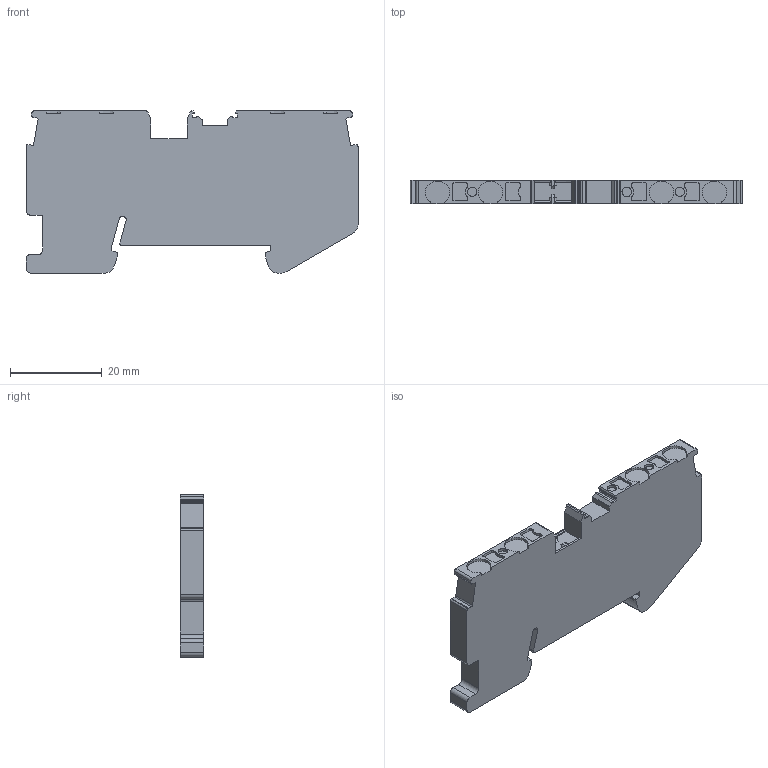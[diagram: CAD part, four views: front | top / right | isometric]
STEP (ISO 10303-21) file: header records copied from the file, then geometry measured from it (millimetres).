
FILE_DESCRIPTION( ( 'Unknown' ), '1' );
FILE_NAME( 'DPT2.5-4-DIO-L-R 簡易3D-20230208.stp', 'Unknown', ( 'Unknown' ), ( 'Unknown' ), 'XStep 1.0', 'Unknown', ' ' );
FILE_SCHEMA( ( 'automotive_design' ) );
Length unit declared in the file: millimetre
Products named in the file (1): 1
Bounding box: 72.2 x 5.15 x 35.25 mm (x, y, z)
Volume: 10860 mm3; surface area: 5676.3 mm2
Topology: 1 solids, 1 shells, 220 faces, 628 edges, 417 vertices
Faces by surface type: plane 123, cylinder 97
Full cylindrical faces by diameter (mm): 2 x2, 2.1 x1
Entity records: 8956 total; most frequent: CARTESIAN_POINT 1285, DIRECTION 1250, ORIENTED_EDGE 1244, EDGE_CURVE 622, LINE 428, VECTOR 428, VERTEX_POINT 414, AXIS2_PLACEMENT_3D 411
